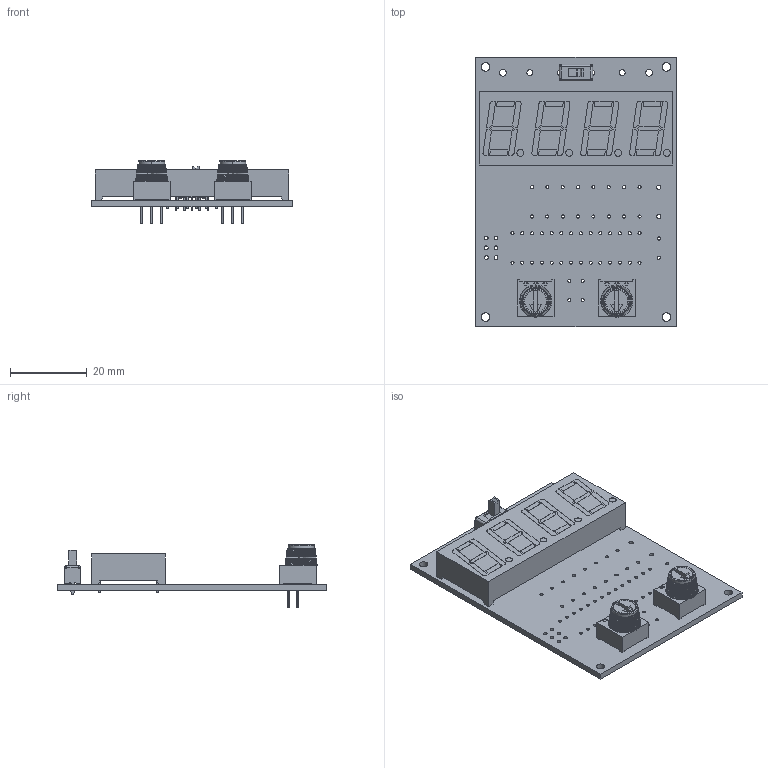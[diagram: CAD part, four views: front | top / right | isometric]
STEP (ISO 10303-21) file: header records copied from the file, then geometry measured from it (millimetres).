
FILE_DESCRIPTION(('KiCad electronic assembly'),'2;1');
FILE_NAME('7-segment-mux-demo-pcb.step','2023-03-05T09:34:01',('Pcbnew') ,('Kicad'),'Open CASCADE STEP processor 7.6','KiCad to STEP converter' ,'Unknown');
FILE_SCHEMA(('AUTOMOTIVE_DESIGN { 1 0 10303 214 1 1 1 1 }'));
Length unit declared in the file: millimetre
Products named in the file (8): 7-segment-mux-demo-pcb 1; 3386P(T); COMPOUND; 7-Segment Display 4-Digit (5641); OS102011MS2QN1--3DModel-STEP-1; PCB
Assembly tree (8 placements, depth 3):
  7-segment-mux-demo-pcb 1
    3386P(T)  x2
      COMPOUND
    7-Segment Display 4-Digit (5641)
      COMPOUND
    OS102011MS2QN1--3DModel-STEP-1
      COMPOUND
    PCB
Bounding box: 52 x 70 x 16.31 mm (x, y, z)
Volume: 13752.2 mm3; surface area: 13363.2 mm2
Topology: 42 solids, 44 shells, 1361 faces, 3312 edges, 2068 vertices
Faces by surface type: plane 807, bspline 288, cylinder 230, cone 20, torus 16
Full cylindrical faces by diameter (mm): 0.5 x12, 0.762 x12, 0.8 x59, 1 x6, 1.1 x2, 1.5 x4, 1.75 x2, 1.8 x4, 2.2 x4
Entity records: 61042 total; most frequent: CARTESIAN_POINT 15186, DIRECTION 8041, LINE 5259, VECTOR 5259, ORIENTED_EDGE 4564, PCURVE 4564, DEFINITIONAL_REPRESENTATION 4564, EDGE_CURVE 2282
